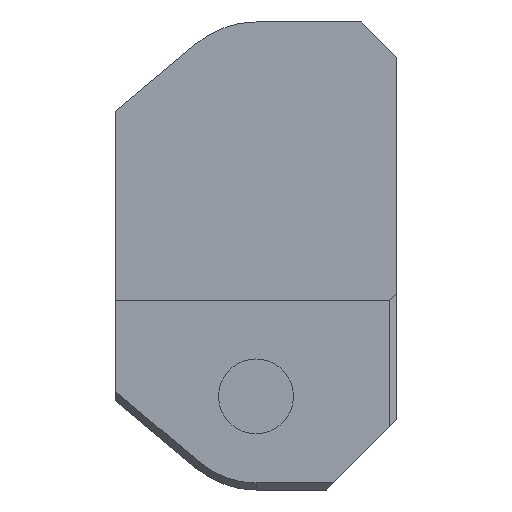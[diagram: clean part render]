
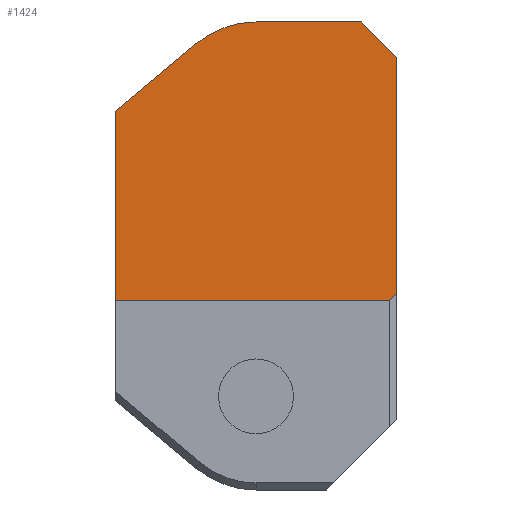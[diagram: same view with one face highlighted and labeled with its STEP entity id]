
A CAD part, front view. The second image highlights one B-rep face of the part: STEP entity #1424.
In plain terms, the highlighted planar face has unit normal (0, -1, 0).
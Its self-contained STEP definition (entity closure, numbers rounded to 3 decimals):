
#39=PLANE('',#1518);
#119=FACE_OUTER_BOUND('',#205,.T.);
#205=EDGE_LOOP('',(#1107,#1108,#1109,#1110,#1111,#1112,#1113,#1114));
#346=LINE('',#2158,#518);
#355=LINE('',#2175,#527);
#360=LINE('',#2185,#532);
#361=LINE('',#2189,#533);
#362=LINE('',#2191,#534);
#363=LINE('',#2193,#535);
#364=LINE('',#2194,#536);
#518=VECTOR('',#1722,10.1);
#527=VECTOR('',#1735,2.121);
#532=VECTOR('',#1742,4.5);
#533=VECTOR('',#1745,4.476);
#534=VECTOR('',#1746,8.087);
#535=VECTOR('',#1747,11.7);
#536=VECTOR('',#1748,0.424);
#631=CIRCLE('',#1519,4.);
#712=VERTEX_POINT('',#2155);
#713=VERTEX_POINT('',#2157);
#719=VERTEX_POINT('',#2174);
#723=VERTEX_POINT('',#2184);
#724=VERTEX_POINT('',#2186);
#725=VERTEX_POINT('',#2188);
#726=VERTEX_POINT('',#2190);
#727=VERTEX_POINT('',#2192);
#859=EDGE_CURVE('',#713,#712,#346,.T.);
#868=EDGE_CURVE('',#719,#712,#355,.T.);
#873=EDGE_CURVE('',#719,#723,#360,.T.);
#874=EDGE_CURVE('',#724,#723,#631,.T.);
#875=EDGE_CURVE('',#724,#725,#361,.T.);
#876=EDGE_CURVE('',#725,#726,#362,.T.);
#877=EDGE_CURVE('',#727,#726,#363,.T.);
#878=EDGE_CURVE('',#713,#727,#364,.T.);
#1107=ORIENTED_EDGE('',*,*,#868,.F.);
#1108=ORIENTED_EDGE('',*,*,#873,.T.);
#1109=ORIENTED_EDGE('',*,*,#874,.F.);
#1110=ORIENTED_EDGE('',*,*,#875,.T.);
#1111=ORIENTED_EDGE('',*,*,#876,.T.);
#1112=ORIENTED_EDGE('',*,*,#877,.F.);
#1113=ORIENTED_EDGE('',*,*,#878,.F.);
#1114=ORIENTED_EDGE('',*,*,#859,.T.);
#1424=ADVANCED_FACE('',(#119),#39,.T.);
#1518=AXIS2_PLACEMENT_3D('',#2183,#1740,#1741);
#1519=AXIS2_PLACEMENT_3D('',#2187,#1743,#1744);
#1722=DIRECTION('',(0.,0.,1.));
#1735=DIRECTION('',(0.707,0.,-0.707));
#1740=DIRECTION('center_axis',(0.,-1.,0.));
#1741=DIRECTION('ref_axis',(0.,0.,
-1.));
#1742=DIRECTION('',(-1.,0.,0.));
#1743=DIRECTION('center_axis',(0.,1.,0.));
#1744=DIRECTION('ref_axis',(-0.342,0.,0.94));
#1745=DIRECTION('',(-0.766,0.,-0.643));
#1746=DIRECTION('',(0.,0.,-1.));
#1747=DIRECTION('',(-1.,0.,0.));
#1748=DIRECTION('',(-0.707,0.,-0.707));
#2155=CARTESIAN_POINT('',(0.,-11.2,6.5));
#2157=CARTESIAN_POINT('',(0.,-11.2,-3.6));
#2158=CARTESIAN_POINT('',(0.,-11.2,8.));
#2174=CARTESIAN_POINT('',(-1.5,-11.2,8.));
#2175=CARTESIAN_POINT('',(-0.75,-11.2,7.25));
#2183=CARTESIAN_POINT('Origin',(0.,-11.2,8.));
#2184=CARTESIAN_POINT('',(-6.,-11.2,8.));
#2185=CARTESIAN_POINT('',(-3.728,-11.2,8.));
#2186=CARTESIAN_POINT('',(-8.571,-11.2,7.064));
#2187=CARTESIAN_POINT('Origin',(-6.,-11.2,4.));
#2188=CARTESIAN_POINT('',(-12.,-11.2,4.187));
#2189=CARTESIAN_POINT('',(-7.54,-11.2,7.929));
#2190=CARTESIAN_POINT('',(-12.,-11.2,-3.9));
#2191=CARTESIAN_POINT('',(-12.,-11.2,-0.094));
#2192=CARTESIAN_POINT('',(-0.3,-11.2,-3.9));
#2193=CARTESIAN_POINT('',(0.,-11.2,-3.9));
#2194=CARTESIAN_POINT('',(2.825,-11.2,-0.775));
